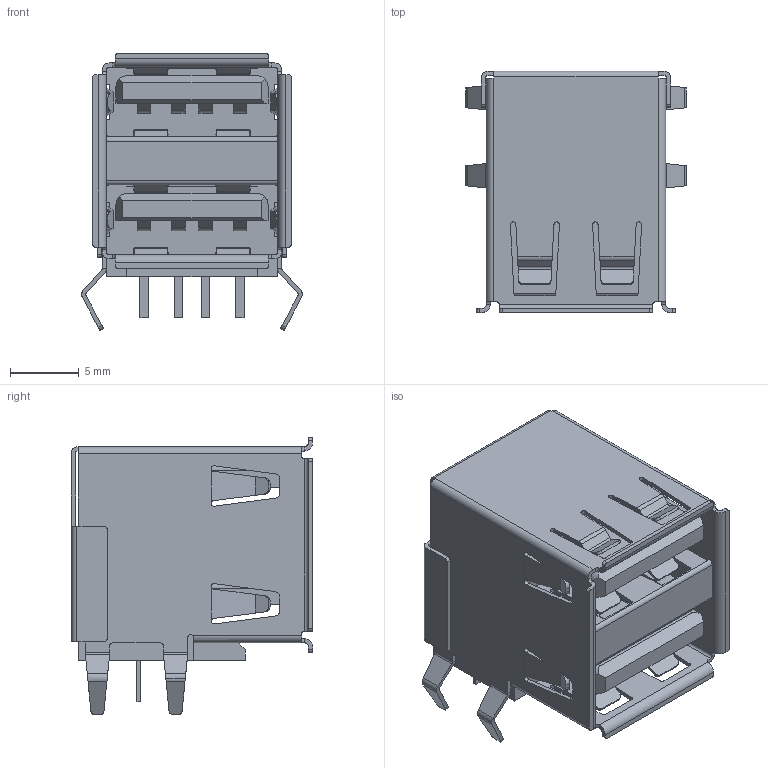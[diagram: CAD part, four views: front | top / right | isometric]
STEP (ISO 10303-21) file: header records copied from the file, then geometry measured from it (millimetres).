
FILE_DESCRIPTION (( 'STEP AP214' ), '1' );
FILE_NAME ('USB-A-TH_AF-SS-JB17.6.step', '2022-07-15T08:43:11', ( '' ), ( '' ), 'SwSTEP 2.0', 'SolidWorks 2020', '' );
FILE_SCHEMA (( 'AUTOMOTIVE_DESIGN' ));
Length unit declared in the file: millimetre
Products named in the file (1): USB-A-TH_AF-SS-JB17.6
Bounding box: 16.1 x 17.6 x 20.24 mm (x, y, z)
Volume: 1568.3 mm3; surface area: 4415.4 mm2
Topology: 25 solids, 25 shells, 1031 faces, 2834 edges, 1872 vertices
Faces by surface type: plane 663, cylinder 256, bspline 112
Entity records: 44565 total; most frequent: CARTESIAN_POINT 8454, ORIENTED_EDGE 5668, DIRECTION 4566, EDGE_CURVE 2834, VECTOR 2086, LINE 2086, VERTEX_POINT 1872, AXIS2_PLACEMENT_3D 1240
